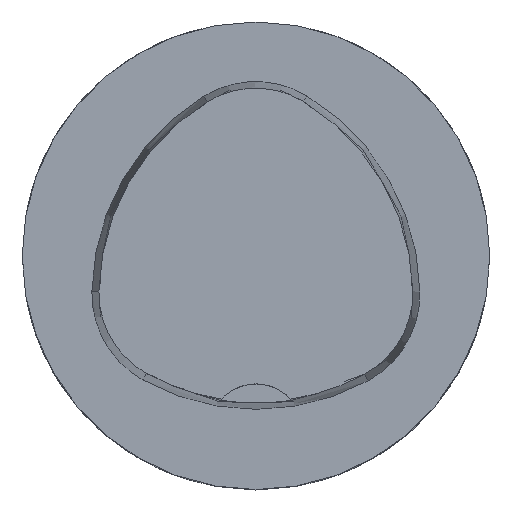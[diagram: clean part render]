
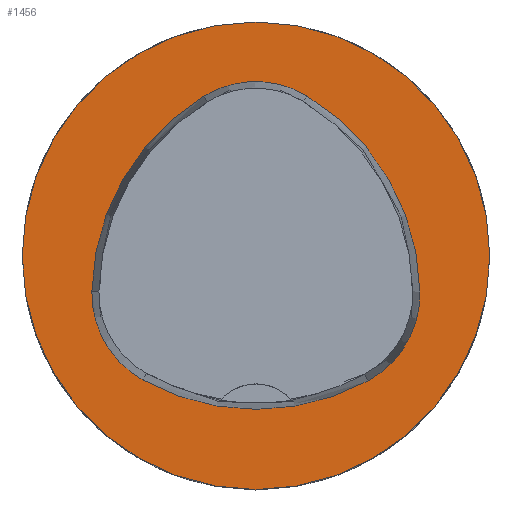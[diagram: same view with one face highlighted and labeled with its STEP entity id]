
A CAD part, top view. The second image highlights one B-rep face of the part: STEP entity #1456.
In plain terms, the highlighted planar face has unit normal (0, 0, 1).
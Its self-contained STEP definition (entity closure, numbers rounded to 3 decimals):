
#46=PLANE('',#6731);
#1346=FACE_BOUND('',#2204,.T.);
#1347=FACE_BOUND('',#2205,.T.);
#1456=ADVANCED_FACE('',(#1346,#1347),#46,.T.);
#2204=EDGE_LOOP('',(#2939,#2940,#2941,#2942,#2943,#2944));
#2205=EDGE_LOOP('',(#2945));
#2628=CIRCLE('',#6708,20.);
#2630=CIRCLE('',#6711,8.5);
#2632=CIRCLE('',#6714,20.);
#2634=CIRCLE('',#6717,8.5);
#2638=CIRCLE('',#6722,20.);
#2640=CIRCLE('',#6725,8.5);
#2643=CIRCLE('',#6730,20.);
#2939=ORIENTED_EDGE('',*,*,#5510,.T.);
#2940=ORIENTED_EDGE('',*,*,#5490,.T.);
#2941=ORIENTED_EDGE('',*,*,#5494,.T.);
#2942=ORIENTED_EDGE('',*,*,#5497,.T.);
#2943=ORIENTED_EDGE('',*,*,#5500,.T.);
#2944=ORIENTED_EDGE('',*,*,#5508,.T.);
#2945=ORIENTED_EDGE('',*,*,#5513,.F.);
#4838=VERTEX_POINT('',#9760);
#4839=VERTEX_POINT('',#9761);
#4842=VERTEX_POINT('',#9769);
#4844=VERTEX_POINT('',#9775);
#4846=VERTEX_POINT('',#9781);
#4853=VERTEX_POINT('',#9802);
#4854=VERTEX_POINT('',#9812);
#5490=EDGE_CURVE('',#4838,#4839,#2628,.T.);
#5494=EDGE_CURVE('',#4839,#4842,#2630,.T.);
#5497=EDGE_CURVE('',#4842,#4844,#2632,.T.);
#5500=EDGE_CURVE('',#4844,#4846,#2634,.T.);
#5508=EDGE_CURVE('',#4846,#4853,#2638,.T.);
#5510=EDGE_CURVE('',#4853,#4838,#2640,.T.);
#5513=EDGE_CURVE('',#4854,#4854,#2643,.T.);
#6708=AXIS2_PLACEMENT_3D('',#9759,#7458,#7459);
#6711=AXIS2_PLACEMENT_3D('',#9768,#7466,#7467);
#6714=AXIS2_PLACEMENT_3D('',#9774,#7473,#7474);
#6717=AXIS2_PLACEMENT_3D('',#9780,#7480,#7481);
#6722=AXIS2_PLACEMENT_3D('',#9803,#7492,#7493);
#6725=AXIS2_PLACEMENT_3D('',#9806,#7498,#7499);
#6730=AXIS2_PLACEMENT_3D('',#9811,#7508,#7509);
#6731=AXIS2_PLACEMENT_3D('',#9813,#7510,#7511);
#7458=DIRECTION('',(0.,0.,-1.));
#7459=DIRECTION('',(-1.,0.,0.));
#7466=DIRECTION('',(0.,0.,-1.));
#7467=DIRECTION('',(-1.,0.,0.));
#7473=DIRECTION('',(0.,0.,-1.));
#7474=DIRECTION('',(-1.,0.,0.));
#7480=DIRECTION('',(0.,0.,-1.));
#7481=DIRECTION('',(-1.,0.,0.));
#7492=DIRECTION('',(0.,0.,-1.));
#7493=DIRECTION('',(-1.,0.,0.));
#7498=DIRECTION('',(0.,0.,-1.));
#7499=DIRECTION('',(-1.,0.,0.));
#7508=DIRECTION('',(0.,0.,-1.));
#7509=DIRECTION('',(-1.,0.,0.));
#7510=DIRECTION('',(0.,0.,1.));
#7511=DIRECTION('',(1.,0.,0.));
#9759=CARTESIAN_POINT('',(5.955,-3.414,0.));
#9760=CARTESIAN_POINT('',(-14.041,-3.042,0.));
#9761=CARTESIAN_POINT('',(-4.472,13.653,0.));
#9768=CARTESIAN_POINT('',(-0.04,6.4,0.));
#9769=CARTESIAN_POINT('',(4.347,13.68,0.));
#9774=CARTESIAN_POINT('',(-5.976,-3.45,0.));
#9775=CARTESIAN_POINT('',(14.021,-3.075,0.));
#9780=CARTESIAN_POINT('',(5.522,-3.235,0.));
#9781=CARTESIAN_POINT('',(9.588,-10.699,0.));
#9802=CARTESIAN_POINT('',(-9.655,-10.639,0.));
#9803=CARTESIAN_POINT('',(0.022,6.864,0.));
#9806=CARTESIAN_POINT('',(-5.543,-3.2,0.));
#9811=CARTESIAN_POINT('',(0.,0.,0.));
#9812=CARTESIAN_POINT('',(-20.,0.,0.));
#9813=CARTESIAN_POINT('',(0.,0.,0.));
